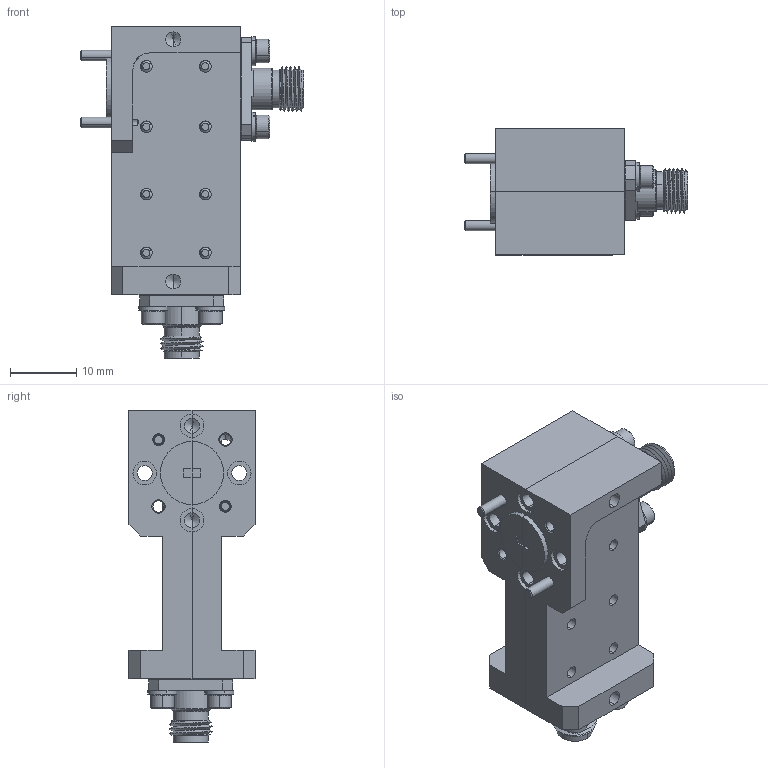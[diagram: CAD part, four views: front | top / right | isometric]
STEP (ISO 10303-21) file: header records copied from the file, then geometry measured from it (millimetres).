
FILE_DESCRIPTION (( 'STEP AP203' ), '1' );
FILE_NAME ('SFH-7531140320-10KFSF-N3.STEP', '2018-05-30T21:47:30', ( '' ), ( '' ), 'SwSTEP 2.0', 'SolidWorks 2016', '' );
FILE_SCHEMA (( 'CONFIG_CONTROL_DESIGN' ));
Length unit declared in the file: inch
Products named in the file (1): SFH-7531140320-10KFSF-N3
Bounding box: 33.72 x 19.05 x 50.16 mm (x, y, z)
Volume: 9850.3 mm3; surface area: 9074.9 mm2
Topology: 26 solids, 26 shells, 1338 faces, 3497 edges, 2237 vertices
Faces by surface type: cylinder 808, plane 256, cone 238, bspline 36
Entity records: 56996 total; most frequent: CARTESIAN_POINT 27603, ORIENTED_EDGE 6946, DIRECTION 5425, EDGE_CURVE 3473, VERTEX_POINT 2237, AXIS2_PLACEMENT_3D 2049, EDGE_LOOP 1446, ADVANCED_FACE 1338
